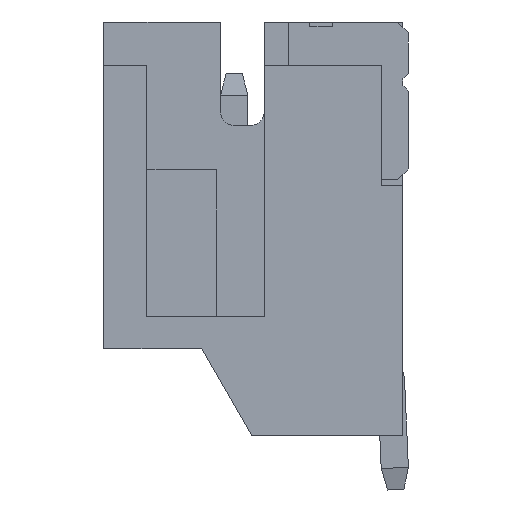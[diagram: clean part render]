
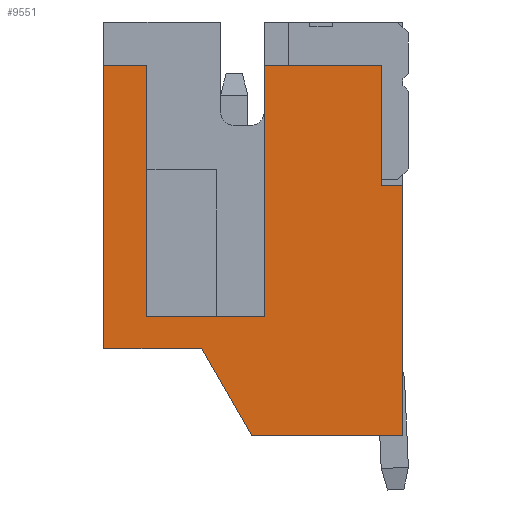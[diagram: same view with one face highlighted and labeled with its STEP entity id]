
A CAD part, left-side view. The second image highlights one B-rep face of the part: STEP entity #9551.
In plain terms, the highlighted planar face has unit normal (-1, 0, 0).
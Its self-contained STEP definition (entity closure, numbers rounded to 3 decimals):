
#52 = CARTESIAN_POINT ( 'NONE',  ( -3.95, 4.705, -0.8 ) ) ;
#95 = VERTEX_POINT ( 'NONE', #5600 ) ;
#367 = EDGE_CURVE ( 'NONE', #12704, #5239, #8151, .T. ) ;
#419 = VECTOR ( 'NONE', #1111, 1000. ) ;
#585 = ORIENTED_EDGE ( 'NONE', *, *, #7328, .F. ) ;
#641 = CARTESIAN_POINT ( 'NONE',  ( -3.95, 5.5, -6. ) ) ;
#660 = LINE ( 'NONE', #9122, #1613 ) ;
#735 = ORIENTED_EDGE ( 'NONE', *, *, #6891, .F. ) ;
#786 = CARTESIAN_POINT ( 'NONE',  ( -3.95, 0.4, -3. ) ) ;
#819 = DIRECTION ( 'NONE',  ( 0., 0., 1. ) ) ;
#996 = LINE ( 'NONE', #8290, #5856 ) ;
#1033 = PLANE ( 'NONE',  #1587 ) ;
#1101 = FACE_OUTER_BOUND ( 'NONE', #4338, .T. ) ;
#1111 = DIRECTION ( 'NONE',  ( 0., 0., -1. ) ) ;
#1199 = VERTEX_POINT ( 'NONE', #52 ) ;
#1223 = EDGE_CURVE ( 'NONE', #5239, #10402, #996, .T. ) ;
#1476 = ORIENTED_EDGE ( 'NONE', *, *, #12303, .F. ) ;
#1587 = AXIS2_PLACEMENT_3D ( 'NONE', #8140, #5117, #12395 ) ;
#1590 = CARTESIAN_POINT ( 'NONE',  ( -3.95, 5.5, -3. ) ) ;
#1613 = VECTOR ( 'NONE', #13035, 1000. ) ;
#1708 = VECTOR ( 'NONE', #819, 1000. ) ;
#1771 = ORIENTED_EDGE ( 'NONE', *, *, #367, .T. ) ;
#1839 = VERTEX_POINT ( 'NONE', #11911 ) ;
#1971 = VECTOR ( 'NONE', #3403, 1000. ) ;
#2025 = EDGE_CURVE ( 'NONE', #9935, #95, #2182, .T. ) ;
#2119 = VECTOR ( 'NONE', #7947, 1000. ) ;
#2182 = LINE ( 'NONE', #6311, #3122 ) ;
#2847 = VECTOR ( 'NONE', #4910, 1000. ) ;
#2961 = EDGE_CURVE ( 'NONE', #11097, #9439, #11933, .T. ) ;
#3060 = DIRECTION ( 'NONE',  ( 0., -1., 0. ) ) ;
#3122 = VECTOR ( 'NONE', #4082, 1000. ) ;
#3403 = DIRECTION ( 'NONE',  ( 0., -1., 0. ) ) ;
#3501 = EDGE_CURVE ( 'NONE', #10402, #1199, #9087, .T. ) ;
#3752 = CARTESIAN_POINT ( 'NONE',  ( -3.95, 0., -7.6 ) ) ;
#4015 = CARTESIAN_POINT ( 'NONE',  ( -3.95, 0., -7.6 ) ) ;
#4038 = CARTESIAN_POINT ( 'NONE',  ( -3.95, 2.55, 0. ) ) ;
#4082 = DIRECTION ( 'NONE',  ( 0., 1., 0. ) ) ;
#4141 = CARTESIAN_POINT ( 'NONE',  ( -3.95, 5.5, -0.8 ) ) ;
#4338 = EDGE_LOOP ( 'NONE', ( #1771, #12646, #8450, #585, #10468, #12081, #735, #7635, #1476, #9213, #12361, #13268 ) ) ;
#4414 = VERTEX_POINT ( 'NONE', #11658 ) ;
#4614 = VECTOR ( 'NONE', #7320, 1000. ) ;
#4772 = CARTESIAN_POINT ( 'NONE',  ( -3.95, 0., -3. ) ) ;
#4910 = DIRECTION ( 'NONE',  ( 0., 0., 1. ) ) ;
#5027 = LINE ( 'NONE', #4141, #10004 ) ;
#5116 = CARTESIAN_POINT ( 'NONE',  ( -3.95, 4.705, -0.8 ) ) ;
#5117 = DIRECTION ( 'NONE',  ( 1., 0., 0. ) ) ;
#5239 = VERTEX_POINT ( 'NONE', #7247 ) ;
#5311 = VECTOR ( 'NONE', #5733, 1000. ) ;
#5443 = LINE ( 'NONE', #10607, #4614 ) ;
#5507 = LINE ( 'NONE', #12585, #1971 ) ;
#5570 = VERTEX_POINT ( 'NONE', #10119 ) ;
#5600 = CARTESIAN_POINT ( 'NONE',  ( -3.95, 2.776, -7.6 ) ) ;
#5733 = DIRECTION ( 'NONE',  ( 0., -1., 0. ) ) ;
#5856 = VECTOR ( 'NONE', #8421, 1000. ) ;
#6311 = CARTESIAN_POINT ( 'NONE',  ( -3.95, 5.5, -7.6 ) ) ;
#6891 = EDGE_CURVE ( 'NONE', #95, #5570, #8963, .T. ) ;
#7247 = CARTESIAN_POINT ( 'NONE',  ( -3.95, 2.55, -5.415 ) ) ;
#7320 = DIRECTION ( 'NONE',  ( 0., -1., 0. ) ) ;
#7328 = EDGE_CURVE ( 'NONE', #4414, #1199, #5443, .T. ) ;
#7446 = VECTOR ( 'NONE', #7864, 1000. ) ;
#7635 = ORIENTED_EDGE ( 'NONE', *, *, #2025, .F. ) ;
#7864 = DIRECTION ( 'NONE',  ( 0., 0., -1. ) ) ;
#7947 = DIRECTION ( 'NONE',  ( 0., 0.5, 0.866 ) ) ;
#8140 = CARTESIAN_POINT ( 'NONE',  ( -3.95, 5.5, 0. ) ) ;
#8151 = LINE ( 'NONE', #4038, #419 ) ;
#8290 = CARTESIAN_POINT ( 'NONE',  ( -3.95, 4.705, -5.415 ) ) ;
#8421 = DIRECTION ( 'NONE',  ( 0., 1., 0. ) ) ;
#8450 = ORIENTED_EDGE ( 'NONE', *, *, #3501, .T. ) ;
#8452 = EDGE_CURVE ( 'NONE', #10923, #5570, #5507, .T. ) ;
#8786 = EDGE_CURVE ( 'NONE', #10923, #4414, #13125, .T. ) ;
#8877 = LINE ( 'NONE', #3752, #7446 ) ;
#8963 = LINE ( 'NONE', #11801, #2119 ) ;
#9087 = LINE ( 'NONE', #5116, #2847 ) ;
#9122 = CARTESIAN_POINT ( 'NONE',  ( -3.95, 0.4, 0. ) ) ;
#9156 = EDGE_CURVE ( 'NONE', #1839, #11097, #660, .T. ) ;
#9213 = ORIENTED_EDGE ( 'NONE', *, *, #2961, .F. ) ;
#9401 = CARTESIAN_POINT ( 'NONE',  ( -3.95, 4.705, -5.415 ) ) ;
#9439 = VERTEX_POINT ( 'NONE', #4772 ) ;
#9551 = ADVANCED_FACE ( 'NONE', ( #1101 ), #1033, .F. ) ;
#9935 = VERTEX_POINT ( 'NONE', #4015 ) ;
#10004 = VECTOR ( 'NONE', #3060, 1000. ) ;
#10119 = CARTESIAN_POINT ( 'NONE',  ( -3.95, 3.7, -6. ) ) ;
#10204 = EDGE_CURVE ( 'NONE', #12704, #1839, #5027, .T. ) ;
#10402 = VERTEX_POINT ( 'NONE', #9401 ) ;
#10468 = ORIENTED_EDGE ( 'NONE', *, *, #8786, .F. ) ;
#10607 = CARTESIAN_POINT ( 'NONE',  ( -3.95, 5.5, -0.8 ) ) ;
#10923 = VERTEX_POINT ( 'NONE', #641 ) ;
#11097 = VERTEX_POINT ( 'NONE', #786 ) ;
#11218 = CARTESIAN_POINT ( 'NONE',  ( -3.95, 5.5, 0. ) ) ;
#11658 = CARTESIAN_POINT ( 'NONE',  ( -3.95, 5.5, -0.8 ) ) ;
#11801 = CARTESIAN_POINT ( 'NONE',  ( -3.95, 2.776, -7.6 ) ) ;
#11911 = CARTESIAN_POINT ( 'NONE',  ( -3.95, 0.4, -0.8 ) ) ;
#11933 = LINE ( 'NONE', #1590, #5311 ) ;
#12081 = ORIENTED_EDGE ( 'NONE', *, *, #8452, .T. ) ;
#12303 = EDGE_CURVE ( 'NONE', #9439, #9935, #8877, .T. ) ;
#12361 = ORIENTED_EDGE ( 'NONE', *, *, #9156, .F. ) ;
#12395 = DIRECTION ( 'NONE',  ( 0., 0., -1. ) ) ;
#12585 = CARTESIAN_POINT ( 'NONE',  ( -3.95, 3.7, -6. ) ) ;
#12646 = ORIENTED_EDGE ( 'NONE', *, *, #1223, .T. ) ;
#12704 = VERTEX_POINT ( 'NONE', #12721 ) ;
#12721 = CARTESIAN_POINT ( 'NONE',  ( -3.95, 2.55, -0.8 ) ) ;
#13035 = DIRECTION ( 'NONE',  ( 0., 0., -1. ) ) ;
#13125 = LINE ( 'NONE', #11218, #1708 ) ;
#13268 = ORIENTED_EDGE ( 'NONE', *, *, #10204, .F. ) ;
